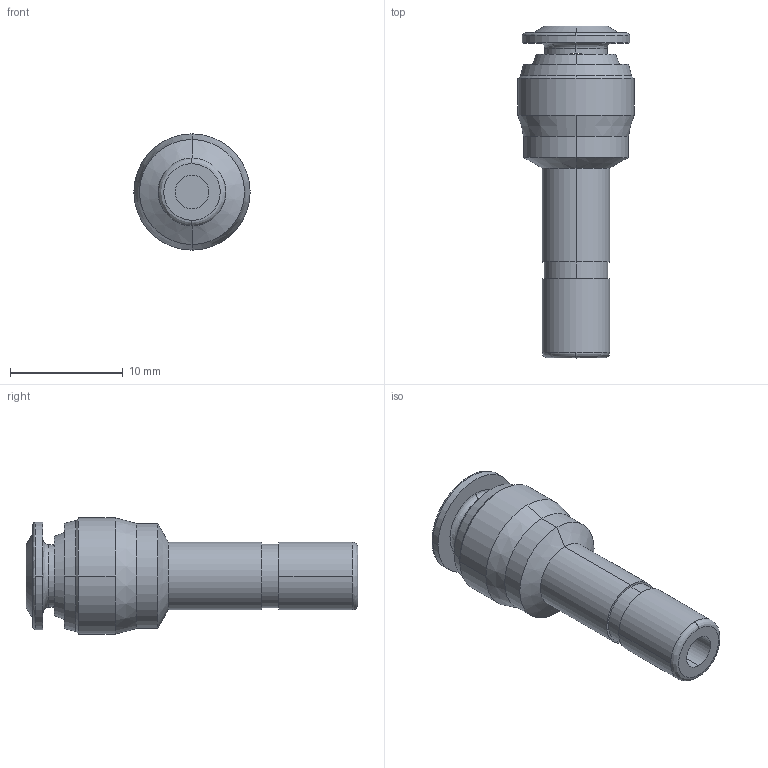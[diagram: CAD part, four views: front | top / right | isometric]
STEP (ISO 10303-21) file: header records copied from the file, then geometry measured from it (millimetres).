
FILE_DESCRIPTION (( 'STEP AP214' ), '1' );
FILE_NAME ('5770000001A.STEP', '2016-12-02T08:16:38', ( '' ), ( '' ), 'SwSTEP 2.0', 'SolidWorks 2016', '' );
FILE_SCHEMA (( 'AUTOMOTIVE_DESIGN' ));
Length unit declared in the file: millimetre
Products named in the file (2): 5770000001A
Bounding box: 10.3 x 29.4 x 10.3 mm (x, y, z)
Volume: 1185 mm3; surface area: 1006.5 mm2
Topology: 1 solids, 1 shells, 56 faces, 134 edges, 86 vertices
Faces by surface type: cylinder 18, cone 16, plane 16, bspline 6
Entity records: 1937 total; most frequent: CARTESIAN_POINT 566, DIRECTION 298, ORIENTED_EDGE 268, EDGE_CURVE 134, AXIS2_PLACEMENT_3D 124, VERTEX_POINT 86, CIRCLE 72, EDGE_LOOP 66
